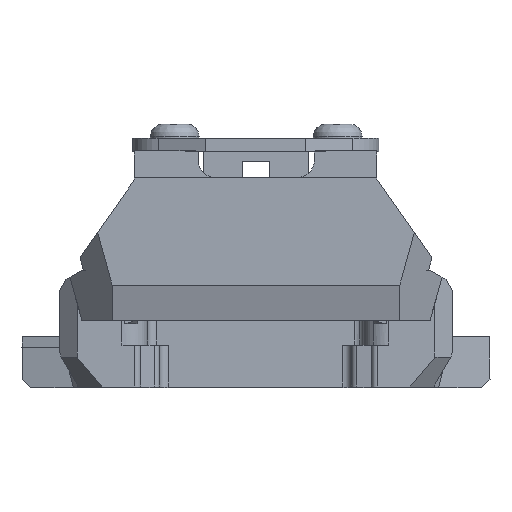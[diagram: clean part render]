
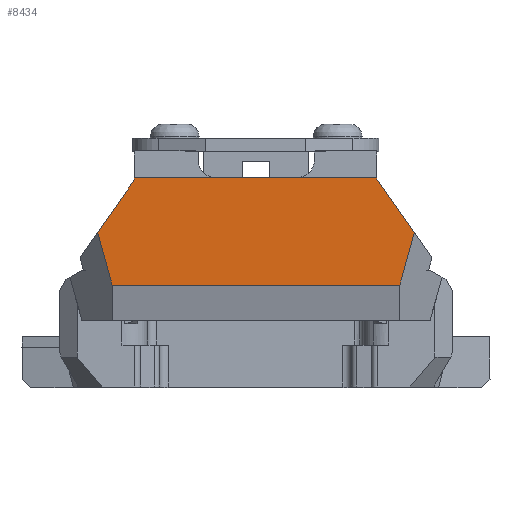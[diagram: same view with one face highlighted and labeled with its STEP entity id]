
A CAD part, top view. The second image highlights one B-rep face of the part: STEP entity #8434.
In plain terms, the highlighted face is planar.
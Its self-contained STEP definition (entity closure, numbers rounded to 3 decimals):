
#503=PLANE('',#9089);
#927=FACE_OUTER_BOUND('',#1422,.T.);
#1422=EDGE_LOOP('',(#7547,#7548,#7549,#7550,#7551,#7552,#7553,#7554));
#2021=LINE('',#18248,#2936);
#2047=LINE('',#18305,#2962);
#2055=LINE('',#18322,#2970);
#2541=LINE('',#22179,#3456);
#2544=LINE('',#22184,#3459);
#2547=LINE('',#22188,#3462);
#2572=LINE('',#22246,#3487);
#2574=LINE('',#22249,#3489);
#2936=VECTOR('',#9673,10.);
#2962=VECTOR('',#9715,10.);
#2970=VECTOR('',#9727,10.);
#3456=VECTOR('',#10933,10.);
#3459=VECTOR('',#10938,10.);
#3462=VECTOR('',#10943,10.);
#3487=VECTOR('',#11000,10.);
#3489=VECTOR('',#11004,10.);
#3902=VERTEX_POINT('',#18245);
#3903=VERTEX_POINT('',#18247);
#3925=VERTEX_POINT('',#18302);
#3926=VERTEX_POINT('',#18304);
#3933=VERTEX_POINT('',#18321);
#4246=VERTEX_POINT('',#22178);
#4247=VERTEX_POINT('',#22183);
#4264=VERTEX_POINT('',#22244);
#4730=EDGE_CURVE('',#3902,#3903,#2021,.T.);
#4758=EDGE_CURVE('',#3926,#3925,#2047,.T.);
#4766=EDGE_CURVE('',#3933,#3903,#2055,.F.);
#5352=EDGE_CURVE('',#3926,#4246,#2541,.T.);
#5355=EDGE_CURVE('',#4246,#4247,#2544,.F.);
#5358=EDGE_CURVE('',#4247,#3902,#2547,.T.);
#5387=EDGE_CURVE('',#3925,#4264,#2572,.T.);
#5389=EDGE_CURVE('',#4264,#3933,#2574,.F.);
#7547=ORIENTED_EDGE('',*,*,#4730,.F.);
#7548=ORIENTED_EDGE('',*,*,#5358,.F.);
#7549=ORIENTED_EDGE('',*,*,#5355,.F.);
#7550=ORIENTED_EDGE('',*,*,#5352,.F.);
#7551=ORIENTED_EDGE('',*,*,#4758,.T.);
#7552=ORIENTED_EDGE('',*,*,#5387,.T.);
#7553=ORIENTED_EDGE('',*,*,#5389,.T.);
#7554=ORIENTED_EDGE('',*,*,#4766,.T.);
#8434=ADVANCED_FACE('',(#927),#503,.T.);
#9089=AXIS2_PLACEMENT_3D('',#22254,#11010,#11011);
#9673=DIRECTION('',(1.,0.,0.));
#9715=DIRECTION('',(1.,0.,0.));
#9727=DIRECTION('',(0.,0.,-1.));
#10933=DIRECTION('',(-0.266,0.,0.964));
#10938=DIRECTION('',(-0.574,0.,-0.819));
#10943=DIRECTION('',(0.,0.,1.));
#11000=DIRECTION('',(0.266,0.,0.964));
#11004=DIRECTION('',(0.574,0.,-0.819));
#11010=DIRECTION('center_axis',(0.,-1.,0.));
#11011=DIRECTION('ref_axis',(1.,0.,0.));
#18245=CARTESIAN_POINT('',(-12.551,-139.403,96.396));
#18247=CARTESIAN_POINT('',(15.799,-139.403,96.396));
#18248=CARTESIAN_POINT('',(-14.232,-139.403,96.396));
#18302=CARTESIAN_POINT('',(18.472,-139.403,83.826));
#18304=CARTESIAN_POINT('',(-15.153,-139.403,83.826));
#18305=CARTESIAN_POINT('',(20.056,-139.403,83.826));
#18321=CARTESIAN_POINT('',(15.799,-139.403,96.215));
#18322=CARTESIAN_POINT('',(15.799,-139.403,85.014));
#22178=CARTESIAN_POINT('',(-16.851,-139.403,89.971));
#22179=CARTESIAN_POINT('',(-14.151,-139.403,80.201));
#22183=CARTESIAN_POINT('',(-12.551,-139.403,96.113));
#22184=CARTESIAN_POINT('',(-25.96,-139.403,76.963));
#22188=CARTESIAN_POINT('',(-12.551,-139.403,85.014));
#22244=CARTESIAN_POINT('',(20.171,-139.403,89.971));
#22246=CARTESIAN_POINT('',(17.47,-139.403,80.201));
#22249=CARTESIAN_POINT('',(29.279,-139.403,76.963));
#22254=CARTESIAN_POINT('Origin',(-19.54,-139.403,71.926));
